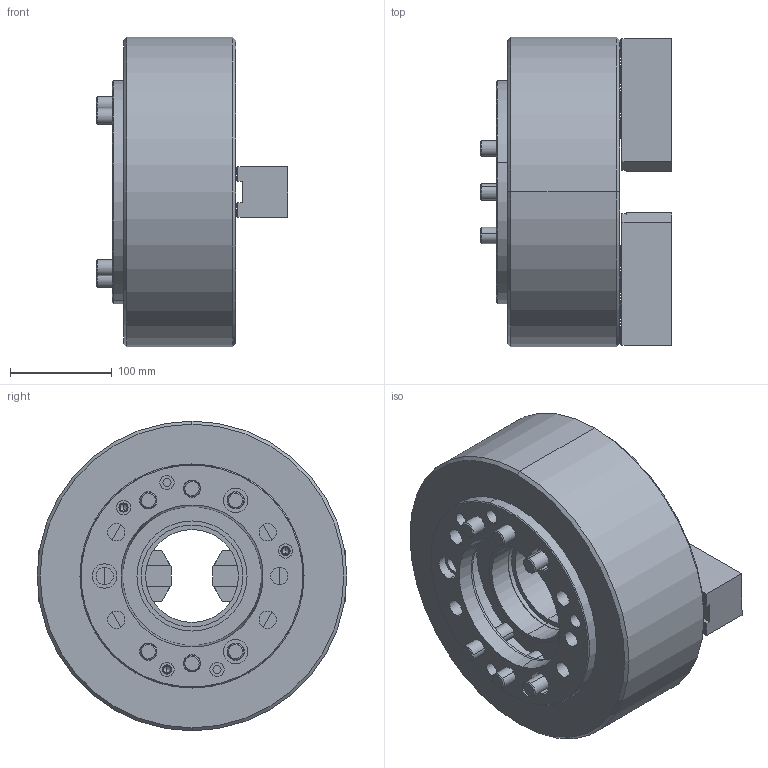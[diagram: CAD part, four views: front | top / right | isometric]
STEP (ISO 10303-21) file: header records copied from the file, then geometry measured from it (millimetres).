
FILE_DESCRIPTION (( 'STEP AP203' ), '1' );
FILE_NAME ('2H-12A8 外觀參考.STEP', '2015-10-23T07:43:10', ( 'temp' ), ( '' ), 'SwSTEP 2.0', 'SolidWorks 2011', '' );
FILE_SCHEMA (( 'CONFIG_CONTROL_DESIGN' ));
Length unit declared in the file: metre
Products named in the file (6): 2H-12A8 外觀參考; M16x120; 3H-10A8法蘭板; SJ-12H; 2H-12中仁; 2H-12本體
Assembly tree (11 placements, depth 2):
  2H-12A8 外觀參考
    M16x120  x6
    2H-12本體
    2H-12中仁
    SJ-12H  x2
    3H-10A8法蘭板
Bounding box: 188.25 x 304 x 304 mm (x, y, z)
Volume: 7569882.5 mm3; surface area: 570910.3 mm2
Topology: 11 solids, 11 shells, 1455 faces, 4159 edges, 2735 vertices
Faces by surface type: plane 958, cylinder 417, cone 80
Entity records: 26205 total; most frequent: CARTESIAN_POINT 5451, ORIENTED_EDGE 4462, DIRECTION 3861, EDGE_CURVE 2231, VECTOR 1557, LINE 1557, VERTEX_POINT 1478, AXIS2_PLACEMENT_3D 1152
